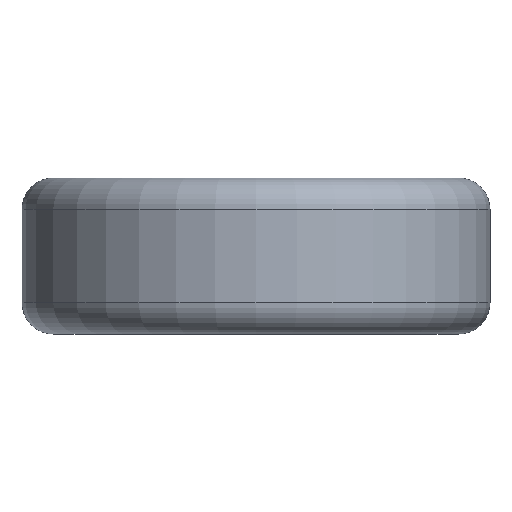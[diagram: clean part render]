
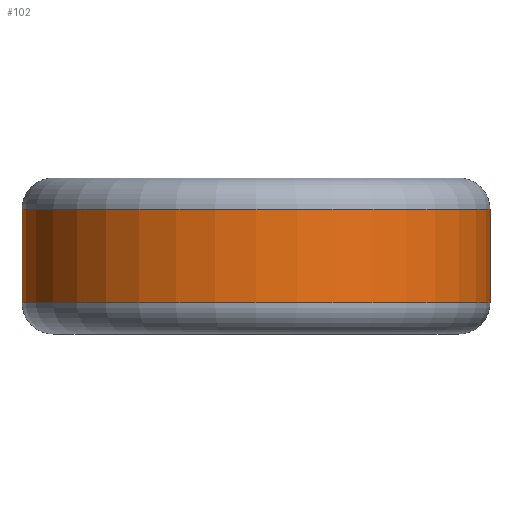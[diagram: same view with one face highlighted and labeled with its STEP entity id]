
A CAD part, front view. The second image highlights one B-rep face of the part: STEP entity #102.
In plain terms, the highlighted cylindrical face has radius 15 mm (diameter 30 mm), a full revolution.
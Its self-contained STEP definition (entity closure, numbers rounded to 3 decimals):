
#18=CYLINDRICAL_SURFACE('',#130,15.);
#27=FACE_OUTER_BOUND('',#35,.T.);
#35=EDGE_LOOP('',(#87,#88,#89,#90));
#41=LINE('',#195,#44);
#44=VECTOR('',#165,15.);
#49=CIRCLE('',#127,15.);
#52=CIRCLE('',#131,15.);
#58=VERTEX_POINT('',#187);
#60=VERTEX_POINT('',#193);
#67=EDGE_CURVE('',#58,#58,#49,.T.);
#70=EDGE_CURVE('',#60,#60,#52,.T.);
#71=EDGE_CURVE('',#60,#58,#41,.T.);
#87=ORIENTED_EDGE('',*,*,#70,.F.);
#88=ORIENTED_EDGE('',*,*,#71,.T.);
#89=ORIENTED_EDGE('',*,*,#67,.F.);
#90=ORIENTED_EDGE('',*,*,#71,.F.);
#102=ADVANCED_FACE('',(#27),#18,.T.);
#127=AXIS2_PLACEMENT_3D('',#188,#155,#156);
#130=AXIS2_PLACEMENT_3D('',#192,#161,#162);
#131=AXIS2_PLACEMENT_3D('',#194,#163,#164);
#155=DIRECTION('center_axis',(0.,0.,-1.));
#156=DIRECTION('ref_axis',(1.,0.,0.));
#161=DIRECTION('center_axis',(0.,0.,1.));
#162=DIRECTION('ref_axis',(1.,0.,0.));
#163=DIRECTION('center_axis',(0.,0.,1.));
#164=DIRECTION('ref_axis',(1.,0.,0.));
#165=DIRECTION('',(0.,0.,-1.));
#187=CARTESIAN_POINT('',(-15.,0.,2.));
#188=CARTESIAN_POINT('Origin',(0.,0.,2.));
#192=CARTESIAN_POINT('Origin',(0.,0.,0.));
#193=CARTESIAN_POINT('',(-15.,0.,8.));
#194=CARTESIAN_POINT('Origin',(0.,0.,8.));
#195=CARTESIAN_POINT('',(-15.,0.,0.));
